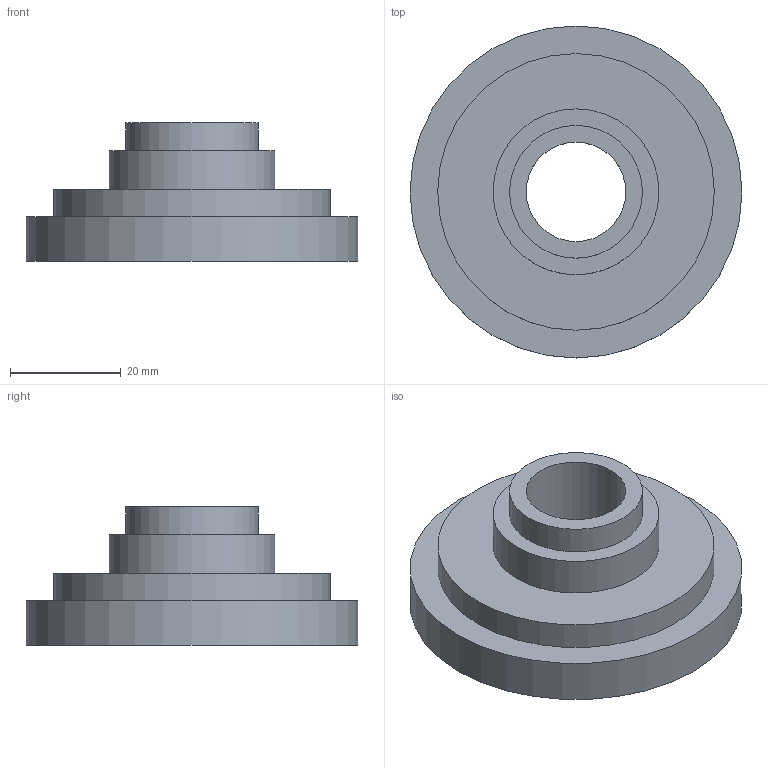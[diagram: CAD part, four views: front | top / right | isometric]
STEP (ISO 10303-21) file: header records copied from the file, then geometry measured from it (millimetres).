
FILE_DESCRIPTION(('FreeCAD Model'),'2;1');
FILE_NAME('bp3.step', '2014-12-26T13:16:36',('Author'),(''), 'Open CASCADE STEP processor 6.7','FreeCAD','Unknown');
FILE_SCHEMA(('AUTOMOTIVE_DESIGN_CC2 { 1 2 10303 214 -1 1 5 4 }'));
Length unit declared in the file: millimetre
Products named in the file (1): Revolution
Bounding box: 60 x 60 x 25 mm (x, y, z)
Volume: 15639.4 mm3; surface area: 10211.8 mm2
Topology: 1 solids, 1 shells, 12 faces, 19 edges, 12 vertices
Faces by surface type: cylinder 6, plane 5, revolution 1
Full cylindrical faces by diameter (mm): 18 x1, 24 x1, 30 x1, 50 x1, 54 x1, 60 x1
Entity records: 577 total; most frequent: CARTESIAN_POINT 108, DIRECTION 95, ORIENTED_EDGE 38, PCURVE 38, DEFINITIONAL_REPRESENTATION 38, LINE 32, VECTOR 32, AXIS2_PLACEMENT_3D 26
